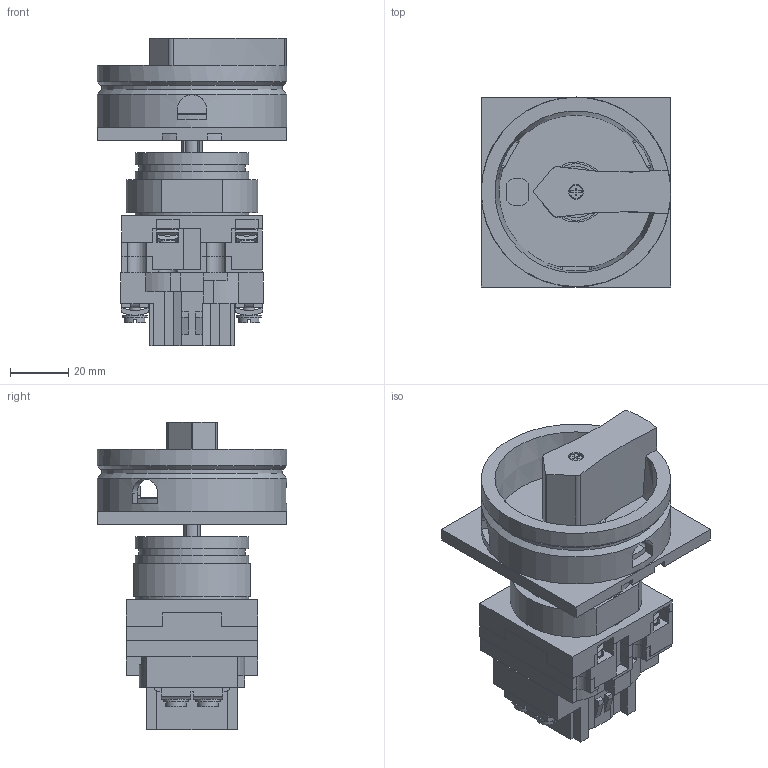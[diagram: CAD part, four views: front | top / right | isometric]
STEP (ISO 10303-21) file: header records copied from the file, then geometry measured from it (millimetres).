
FILE_DESCRIPTION(/* description */ ('STEP AP214'),/* implementation_level */ '2;1');
FILE_NAME(/* name */ '091078',/* time_stamp */ '2024-08-01T11:43:17+02:00',/* author */ ('License CC BY-ND 4.0'),/* organization */ ('CADENAS'),/* preprocessor_version */ 'ST-DEVELOPER v19.3',/* originating_system */ 'PARTsolutions',/* authorisation */ ' ');
FILE_SCHEMA (('AUTOMOTIVE_DESIGN {1 0 10303 214 3 1 1}'));
Length unit declared in the file: millimetre
Products named in the file (13): 091078; 115-101.12; 115-101.29; 115-80.30-101; 115-101.10; 115-101.20; 115-101.20_2; 115-80.05; 115-101.01; 115-80.02; 115-87.01; 115-87.07; 115-112.10
Assembly tree (15 placements, depth 2):
  091078
    115-101.12
    115-101.29
    115-80.30-101  x2
    115-101.10
    115-101.20  x2
    115-101.20_2  x2
    115-80.05
    115-101.01
    115-80.02
    115-87.01
    115-87.07
    115-112.10
Bounding box: 65 x 65 x 105.3 mm (x, y, z)
Volume: 103904.6 mm3; surface area: 85147.4 mm2
Topology: 15 solids, 15 shells, 1045 faces, 2848 edges, 1891 vertices
Faces by surface type: plane 775, cylinder 250, cone 12, torus 8
Full cylindrical faces by diameter (mm): 2 x4, 2.5 x1, 2.6 x2, 2.62 x4, 2.7 x1, 2.8 x4, 2.9 x4, 3.5 x8, 4 x8, 4.1 x4, 4.375 x1, 5 x1, 6.6 x2, 7 x8, 7.4 x1, 7.78 x4, 8.5 x4, 9 x2, 9.5 x1, 13 x1, 13.5 x2, 13.7 x1, 15.2 x1, 17.5 x1, 18.5 x1, 19.4 x1, 24 x1, 25.7 x1, 34.4 x1, 36.4 x1
Entity records: 29427 total; most frequent: CARTESIAN_POINT 5446, ORIENTED_EDGE 4888, DIRECTION 4732, EDGE_CURVE 2444, LINE 1862, VECTOR 1862, VERTEX_POINT 1669, AXIS2_PLACEMENT_3D 1435
